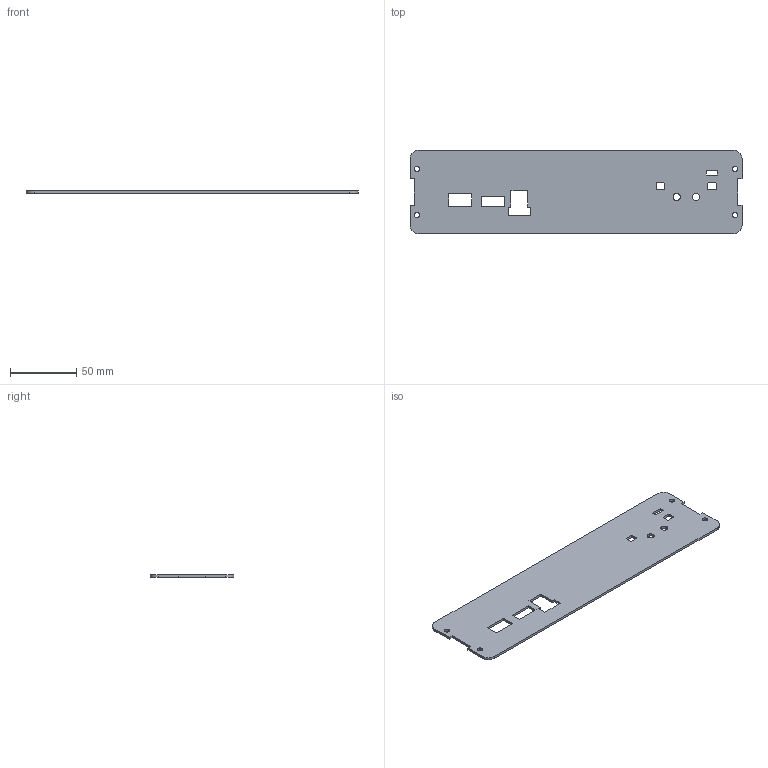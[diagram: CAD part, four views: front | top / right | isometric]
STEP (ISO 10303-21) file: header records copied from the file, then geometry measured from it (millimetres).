
FILE_DESCRIPTION (( 'STEP AP214' ), '1' );
FILE_NAME ('PRiME_IA-6161_Panel.STEP', '2016-10-31T16:55:26', ( '' ), ( '' ), 'SwSTEP 2.0', 'SolidWorks 2016', '' );
FILE_SCHEMA (( 'AUTOMOTIVE_DESIGN' ));
Length unit declared in the file: inch
Products named in the file (1): PRiME_IA-6161_Panel
Bounding box: 249.94 x 63.14 x 1.85 mm (x, y, z)
Volume: 27552.4 mm3; surface area: 31492.7 mm2
Topology: 1 solids, 1 shells, 66 faces, 192 edges, 128 vertices
Faces by surface type: plane 50, cylinder 16
Entity records: 2256 total; most frequent: CARTESIAN_POINT 387, ORIENTED_EDGE 384, DIRECTION 358, EDGE_CURVE 192, LINE 160, VECTOR 160, VERTEX_POINT 128, AXIS2_PLACEMENT_3D 99
